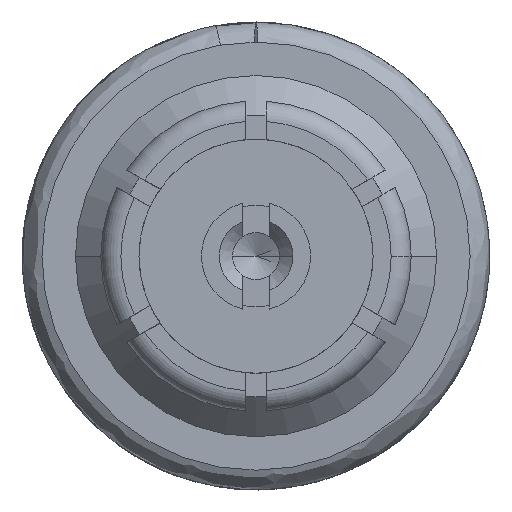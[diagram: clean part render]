
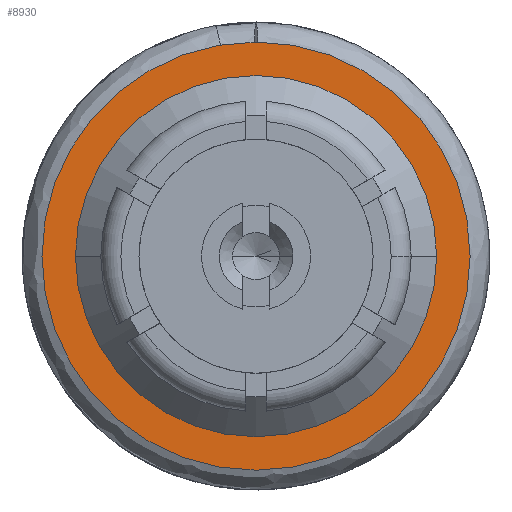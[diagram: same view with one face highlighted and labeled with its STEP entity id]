
A CAD part, left-side view. The second image highlights one B-rep face of the part: STEP entity #8930.
In plain terms, the highlighted planar face has unit normal (-1, 0, 0).
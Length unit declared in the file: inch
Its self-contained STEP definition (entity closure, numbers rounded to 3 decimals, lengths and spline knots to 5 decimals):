
#600 = AXIS2_PLACEMENT_3D ( 'NONE', #2447, #8948, #7553 ) ;
#640 = AXIS2_PLACEMENT_3D ( 'NONE', #4178, #2903, #7105 ) ;
#643 = CARTESIAN_POINT ( 'NONE',  ( -0.77231, -0.05315, 0. ) ) ;
#804 = CIRCLE ( 'NONE', #4163, 0.05315 ) ;
#943 = DIRECTION ( 'NONE',  ( 0., -1., 0. ) ) ;
#1392 = DIRECTION ( 'NONE',  ( 1., 0., 0. ) ) ;
#1901 = EDGE_CURVE ( 'NONE', #2379, #5563, #8614, .T. ) ;
#2039 = ORIENTED_EDGE ( 'NONE', *, *, #7048, .T. ) ;
#2294 = ORIENTED_EDGE ( 'NONE', *, *, #1901, .F. ) ;
#2379 = VERTEX_POINT ( 'NONE', #643 ) ;
#2396 = CARTESIAN_POINT ( 'NONE',  ( -0.77231, 0., 0. ) ) ;
#2447 = CARTESIAN_POINT ( 'NONE',  ( -0.77231, 0., 0. ) ) ;
#2796 = FACE_OUTER_BOUND ( 'NONE', #4971, .T. ) ;
#2903 = DIRECTION ( 'NONE',  ( -1., 0., 0. ) ) ;
#3247 = DIRECTION ( 'NONE',  ( -1., 0., 0. ) ) ;
#3252 = DIRECTION ( 'NONE',  ( -1., 0., 0. ) ) ;
#3865 = DIRECTION ( 'NONE',  ( 0., -1., 0. ) ) ;
#4163 = AXIS2_PLACEMENT_3D ( 'NONE', #8178, #3252, #943 ) ;
#4168 = DIRECTION ( 'NONE',  ( 0., 1., 0. ) ) ;
#4172 = EDGE_LOOP ( 'NONE', ( #8294, #2294 ) ) ;
#4178 = CARTESIAN_POINT ( 'NONE',  ( -0.77231, 0., 0. ) ) ;
#4579 = CIRCLE ( 'NONE', #600, 0.06299 ) ;
#4938 = ORIENTED_EDGE ( 'NONE', *, *, #5530, .T. ) ;
#4971 = EDGE_LOOP ( 'NONE', ( #4938, #2039 ) ) ;
#5444 = AXIS2_PLACEMENT_3D ( 'NONE', #9438, #1392, #4168 ) ;
#5530 = EDGE_CURVE ( 'NONE', #7242, #8624, #4579, .T. ) ;
#5563 = VERTEX_POINT ( 'NONE', #8225 ) ;
#5995 = CARTESIAN_POINT ( 'NONE',  ( -0.77231, -0.06299, 0. ) ) ;
#6419 = PLANE ( 'NONE',  #5444 ) ;
#6944 = AXIS2_PLACEMENT_3D ( 'NONE', #2396, #3247, #3865 ) ;
#7048 = EDGE_CURVE ( 'NONE', #8624, #7242, #9054, .T. ) ;
#7105 = DIRECTION ( 'NONE',  ( 0., -1., 0. ) ) ;
#7242 = VERTEX_POINT ( 'NONE', #5995 ) ;
#7553 = DIRECTION ( 'NONE',  ( 0., -1., 0. ) ) ;
#7664 = CARTESIAN_POINT ( 'NONE',  ( -0.77231, 0.06299, 0. ) ) ;
#7748 = EDGE_CURVE ( 'NONE', #5563, #2379, #804, .T. ) ;
#7949 = FACE_BOUND ( 'NONE', #4172, .T. ) ;
#8178 = CARTESIAN_POINT ( 'NONE',  ( -0.77231, 0., 0. ) ) ;
#8225 = CARTESIAN_POINT ( 'NONE',  ( -0.77231, 0.05315, 0. ) ) ;
#8294 = ORIENTED_EDGE ( 'NONE', *, *, #7748, .F. ) ;
#8614 = CIRCLE ( 'NONE', #6944, 0.05315 ) ;
#8624 = VERTEX_POINT ( 'NONE', #7664 ) ;
#8930 = ADVANCED_FACE ( 'NONE', ( #2796, #7949 ), #6419, .F. ) ;
#8948 = DIRECTION ( 'NONE',  ( -1., 0., 0. ) ) ;
#9054 = CIRCLE ( 'NONE', #640, 0.06299 ) ;
#9438 = CARTESIAN_POINT ( 'NONE',  ( -0.77231, -0.06299, 0. ) ) ;
